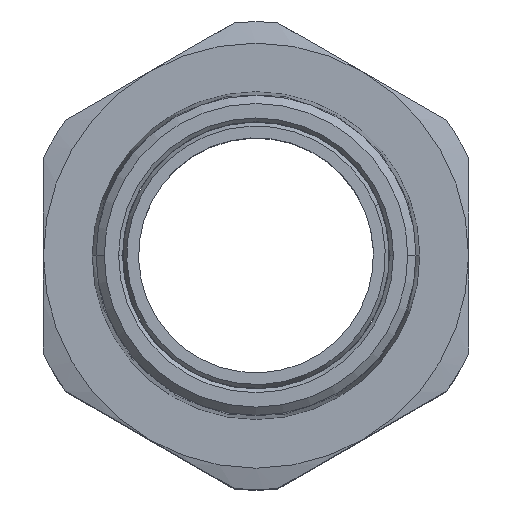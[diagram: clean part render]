
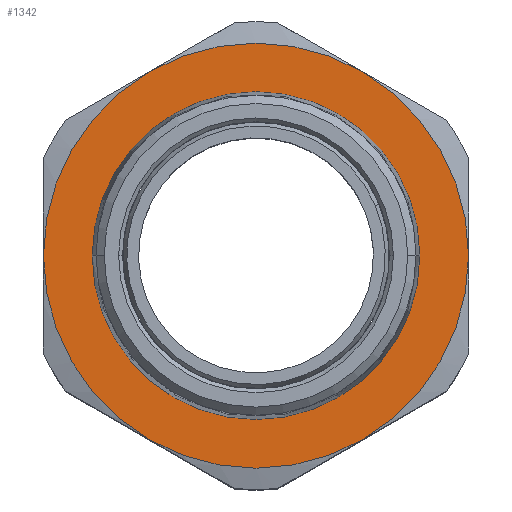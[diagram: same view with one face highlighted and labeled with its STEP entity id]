
A CAD part, top view. The second image highlights one B-rep face of the part: STEP entity #1342.
In plain terms, the highlighted planar face has unit normal (0, 0, 1).
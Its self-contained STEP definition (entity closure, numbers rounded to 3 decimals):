
#173 = CARTESIAN_POINT ( 'NONE',  ( 27.5, 0., 20.6 ) ) ;
#238 = ORIENTED_EDGE ( 'NONE', *, *, #720, .T. ) ;
#369 = DIRECTION ( 'NONE',  ( 0., 0., 1. ) ) ;
#420 = AXIS2_PLACEMENT_3D ( 'NONE', #1064, #2475, #3072 ) ;
#449 = VERTEX_POINT ( 'NONE', #173 ) ;
#563 = CIRCLE ( 'NONE', #2843, 27.5 ) ;
#584 = AXIS2_PLACEMENT_3D ( 'NONE', #2663, #369, #2085 ) ;
#629 = CARTESIAN_POINT ( 'NONE',  ( 21.2, 0., 20.6 ) ) ;
#720 = EDGE_CURVE ( 'NONE', #1791, #3201, #3022, .T. ) ;
#750 = FACE_OUTER_BOUND ( 'NONE', #2426, .T. ) ;
#827 = ORIENTED_EDGE ( 'NONE', *, *, #913, .T. ) ;
#832 = EDGE_CURVE ( 'NONE', #3201, #2376, #3525, .T. ) ;
#854 = DIRECTION ( 'NONE',  ( 0., 0., 1. ) ) ;
#859 = DIRECTION ( 'NONE',  ( 0., 0., 1. ) ) ;
#893 = CIRCLE ( 'NONE', #584, 21.2 ) ;
#913 = EDGE_CURVE ( 'NONE', #1002, #1791, #2057, .T. ) ;
#1002 = VERTEX_POINT ( 'NONE', #3190 ) ;
#1017 = AXIS2_PLACEMENT_3D ( 'NONE', #2347, #3207, #1761 ) ;
#1029 = CARTESIAN_POINT ( 'NONE',  ( 13.75, 23.816, 20.6 ) ) ;
#1039 = AXIS2_PLACEMENT_3D ( 'NONE', #2573, #2862, #1149 ) ;
#1064 = CARTESIAN_POINT ( 'NONE',  ( 0., 0., 20.6 ) ) ;
#1076 = ORIENTED_EDGE ( 'NONE', *, *, #832, .T. ) ;
#1116 = AXIS2_PLACEMENT_3D ( 'NONE', #3491, #2317, #3501 ) ;
#1149 = DIRECTION ( 'NONE',  ( 1., 0., 0. ) ) ;
#1342 = ADVANCED_FACE ( 'NONE', ( #1827, #750 ), #3549, .T. ) ;
#1443 = DIRECTION ( 'NONE',  ( 1., 0., 0. ) ) ;
#1471 = AXIS2_PLACEMENT_3D ( 'NONE', #2892, #859, #1720 ) ;
#1621 = DIRECTION ( 'NONE',  ( 1., 0., 0. ) ) ;
#1690 = CARTESIAN_POINT ( 'NONE',  ( 13.75, -23.816, 20.6 ) ) ;
#1708 = AXIS2_PLACEMENT_3D ( 'NONE', #2865, #854, #1443 ) ;
#1720 = DIRECTION ( 'NONE',  ( 1., 0., 0. ) ) ;
#1761 = DIRECTION ( 'NONE',  ( 1., 0., 0. ) ) ;
#1791 = VERTEX_POINT ( 'NONE', #1859 ) ;
#1827 = FACE_BOUND ( 'NONE', #3516, .T. ) ;
#1840 = ORIENTED_EDGE ( 'NONE', *, *, #3497, .F. ) ;
#1859 = CARTESIAN_POINT ( 'NONE',  ( -27.5, 0., 20.6 ) ) ;
#1893 = VERTEX_POINT ( 'NONE', #1029 ) ;
#1949 = DIRECTION ( 'NONE',  ( 1., 0., 0. ) ) ;
#2049 = ORIENTED_EDGE ( 'NONE', *, *, #2242, .F. ) ;
#2057 = CIRCLE ( 'NONE', #1708, 27.5 ) ;
#2085 = DIRECTION ( 'NONE',  ( 1., 0., 0. ) ) ;
#2170 = EDGE_CURVE ( 'NONE', #2376, #449, #3404, .T. ) ;
#2205 = CARTESIAN_POINT ( 'NONE',  ( 0., 0., 20.6 ) ) ;
#2242 = EDGE_CURVE ( 'NONE', #3205, #2373, #2753, .T. ) ;
#2317 = DIRECTION ( 'NONE',  ( 0., 0., 1. ) ) ;
#2325 = AXIS2_PLACEMENT_3D ( 'NONE', #2205, #3352, #1621 ) ;
#2342 = EDGE_CURVE ( 'NONE', #1893, #1002, #563, .T. ) ;
#2347 = CARTESIAN_POINT ( 'NONE',  ( 0., 0., 20.6 ) ) ;
#2373 = VERTEX_POINT ( 'NONE', #3383 ) ;
#2376 = VERTEX_POINT ( 'NONE', #1690 ) ;
#2395 = EDGE_CURVE ( 'NONE', #449, #1893, #3316, .T. ) ;
#2417 = ORIENTED_EDGE ( 'NONE', *, *, #2395, .T. ) ;
#2426 = EDGE_LOOP ( 'NONE', ( #2953, #2417, #2505, #827, #238, #1076 ) ) ;
#2475 = DIRECTION ( 'NONE',  ( 0., 0., 1. ) ) ;
#2505 = ORIENTED_EDGE ( 'NONE', *, *, #2342, .T. ) ;
#2573 = CARTESIAN_POINT ( 'NONE',  ( 0., 30.25, 20.6 ) ) ;
#2621 = CARTESIAN_POINT ( 'NONE',  ( -13.75, -23.816, 20.6 ) ) ;
#2663 = CARTESIAN_POINT ( 'NONE',  ( 0., 0., 20.6 ) ) ;
#2753 = CIRCLE ( 'NONE', #2325, 21.2 ) ;
#2843 = AXIS2_PLACEMENT_3D ( 'NONE', #3442, #3126, #1949 ) ;
#2862 = DIRECTION ( 'NONE',  ( 0., 0., 1. ) ) ;
#2865 = CARTESIAN_POINT ( 'NONE',  ( 0., 0., 20.6 ) ) ;
#2892 = CARTESIAN_POINT ( 'NONE',  ( 0., 0., 20.6 ) ) ;
#2953 = ORIENTED_EDGE ( 'NONE', *, *, #2170, .T. ) ;
#3022 = CIRCLE ( 'NONE', #1471, 27.5 ) ;
#3072 = DIRECTION ( 'NONE',  ( 1., 0., 0. ) ) ;
#3126 = DIRECTION ( 'NONE',  ( 0., 0., 1. ) ) ;
#3190 = CARTESIAN_POINT ( 'NONE',  ( -13.75, 23.816, 20.6 ) ) ;
#3201 = VERTEX_POINT ( 'NONE', #2621 ) ;
#3205 = VERTEX_POINT ( 'NONE', #629 ) ;
#3207 = DIRECTION ( 'NONE',  ( 0., 0., 1. ) ) ;
#3316 = CIRCLE ( 'NONE', #1116, 27.5 ) ;
#3352 = DIRECTION ( 'NONE',  ( 0., 0., 1. ) ) ;
#3383 = CARTESIAN_POINT ( 'NONE',  ( -21.2, 0., 20.6 ) ) ;
#3404 = CIRCLE ( 'NONE', #420, 27.5 ) ;
#3442 = CARTESIAN_POINT ( 'NONE',  ( 0., 0., 20.6 ) ) ;
#3491 = CARTESIAN_POINT ( 'NONE',  ( 0., 0., 20.6 ) ) ;
#3497 = EDGE_CURVE ( 'NONE', #2373, #3205, #893, .T. ) ;
#3501 = DIRECTION ( 'NONE',  ( 1., 0., 0. ) ) ;
#3516 = EDGE_LOOP ( 'NONE', ( #2049, #1840 ) ) ;
#3525 = CIRCLE ( 'NONE', #1017, 27.5 ) ;
#3549 = PLANE ( 'NONE',  #1039 ) ;
